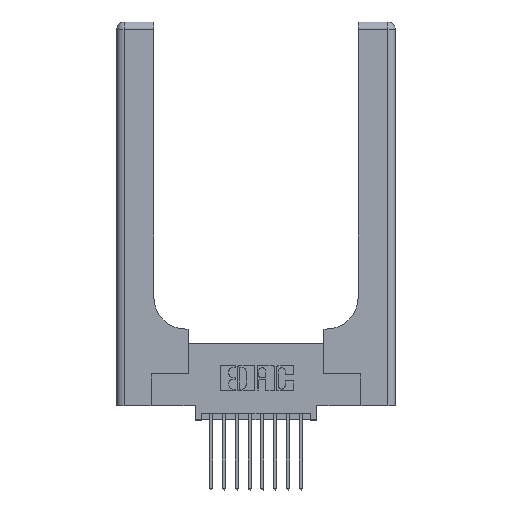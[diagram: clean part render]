
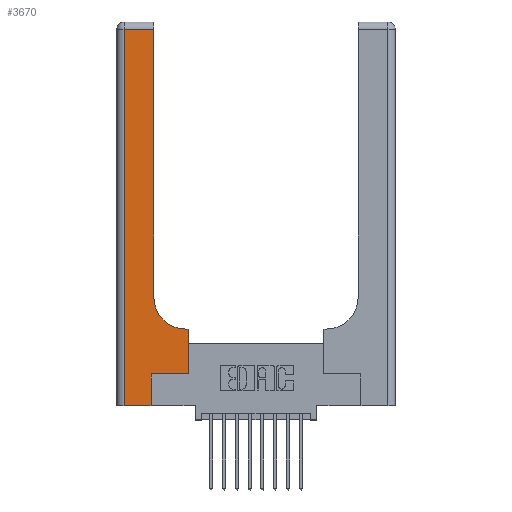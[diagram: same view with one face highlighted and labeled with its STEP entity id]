
A CAD part, top view. The second image highlights one B-rep face of the part: STEP entity #3670.
In plain terms, the highlighted planar face has unit normal (0, 0, 1).
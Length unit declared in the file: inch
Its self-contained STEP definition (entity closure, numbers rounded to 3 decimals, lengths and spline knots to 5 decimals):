
#82 = VECTOR ( 'NONE', #12026, 39.37008 ) ;
#125 = VECTOR ( 'NONE', #14819, 39.37008 ) ;
#438 = CIRCLE ( 'NONE', #6083, 0.25 ) ;
#439 = CARTESIAN_POINT ( 'NONE',  ( 0.269, 0., 0.37 ) ) ;
#512 = LINE ( 'NONE', #8570, #125 ) ;
#941 = DIRECTION ( 'NONE',  ( 1., 0., 0. ) ) ;
#970 = VERTEX_POINT ( 'NONE', #10447 ) ;
#1320 = CARTESIAN_POINT ( 'NONE',  ( 0., 0., 0.37 ) ) ;
#1347 = VERTEX_POINT ( 'NONE', #439 ) ;
#1836 = EDGE_LOOP ( 'NONE', ( #8878, #3952, #5783, #2877, #10048, #13218, #9390, #9959, #2716 ) ) ;
#1861 = EDGE_CURVE ( 'NONE', #15414, #970, #512, .T. ) ;
#2002 = VERTEX_POINT ( 'NONE', #8798 ) ;
#2017 = FACE_OUTER_BOUND ( 'NONE', #1836, .T. ) ;
#2153 = VECTOR ( 'NONE', #5074, 39.37008 ) ;
#2201 = CARTESIAN_POINT ( 'NONE',  ( 0.06, 3., 0.37 ) ) ;
#2716 = ORIENTED_EDGE ( 'NONE', *, *, #9681, .T. ) ;
#2877 = ORIENTED_EDGE ( 'NONE', *, *, #9906, .T. ) ;
#2921 = CARTESIAN_POINT ( 'NONE',  ( 0.269, 0., 0.37 ) ) ;
#3074 = VECTOR ( 'NONE', #13460, 39.37008 ) ;
#3091 = CARTESIAN_POINT ( 'NONE',  ( 0.2915, 3., 0.37 ) ) ;
#3336 = EDGE_CURVE ( 'NONE', #2002, #12620, #3402, .T. ) ;
#3402 = LINE ( 'NONE', #9522, #82 ) ;
#3670 = ADVANCED_FACE ( 'NONE', ( #2017 ), #12883, .F. ) ;
#3952 = ORIENTED_EDGE ( 'NONE', *, *, #3336, .T. ) ;
#4173 = DIRECTION ( 'NONE',  ( 0., 1., 0. ) ) ;
#4219 = VERTEX_POINT ( 'NONE', #12808 ) ;
#4352 = DIRECTION ( 'NONE',  ( 0., 1., 0. ) ) ;
#5074 = DIRECTION ( 'NONE',  ( 1., 0., 0. ) ) ;
#5078 = VECTOR ( 'NONE', #5459, 39.37008 ) ;
#5224 = VECTOR ( 'NONE', #4173, 39.37008 ) ;
#5312 = EDGE_CURVE ( 'NONE', #7636, #4219, #12120, .T. ) ;
#5404 = DIRECTION ( 'NONE',  ( 0., 0., -1. ) ) ;
#5453 = LINE ( 'NONE', #11696, #5078 ) ;
#5459 = DIRECTION ( 'NONE',  ( 0., 1., 0. ) ) ;
#5783 = ORIENTED_EDGE ( 'NONE', *, *, #7435, .T. ) ;
#6083 = AXIS2_PLACEMENT_3D ( 'NONE', #15921, #8419, #941 ) ;
#7263 = LINE ( 'NONE', #1320, #10601 ) ;
#7435 = EDGE_CURVE ( 'NONE', #12620, #7643, #9715, .T. ) ;
#7636 = VERTEX_POINT ( 'NONE', #12621 ) ;
#7643 = VERTEX_POINT ( 'NONE', #13913 ) ;
#8419 = DIRECTION ( 'NONE',  ( 0., 0., -1. ) ) ;
#8570 = CARTESIAN_POINT ( 'NONE',  ( 0.2915, 0.6, 0.37 ) ) ;
#8798 = CARTESIAN_POINT ( 'NONE',  ( 0.2915, 2.94, 0.37 ) ) ;
#8805 = DIRECTION ( 'NONE',  ( 1., 0., 0. ) ) ;
#8878 = ORIENTED_EDGE ( 'NONE', *, *, #11924, .T. ) ;
#9342 = CARTESIAN_POINT ( 'NONE',  ( 0.06, 2.94, 0.37 ) ) ;
#9390 = ORIENTED_EDGE ( 'NONE', *, *, #11345, .T. ) ;
#9464 = AXIS2_PLACEMENT_3D ( 'NONE', #15384, #5404, #14168 ) ;
#9522 = CARTESIAN_POINT ( 'NONE',  ( 0., 2.94, 0.37 ) ) ;
#9681 = EDGE_CURVE ( 'NONE', #970, #10546, #438, .T. ) ;
#9715 = LINE ( 'NONE', #2201, #3074 ) ;
#9732 = VECTOR ( 'NONE', #4352, 39.37008 ) ;
#9899 = CARTESIAN_POINT ( 'NONE',  ( 0.2915, 0.85, 0.37 ) ) ;
#9906 = EDGE_CURVE ( 'NONE', #7643, #1347, #7263, .T. ) ;
#9959 = ORIENTED_EDGE ( 'NONE', *, *, #1861, .T. ) ;
#10048 = ORIENTED_EDGE ( 'NONE', *, *, #12509, .T. ) ;
#10447 = CARTESIAN_POINT ( 'NONE',  ( 0.5415, 0.6, 0.37 ) ) ;
#10546 = VERTEX_POINT ( 'NONE', #9899 ) ;
#10601 = VECTOR ( 'NONE', #8805, 39.37008 ) ;
#11312 = CARTESIAN_POINT ( 'NONE',  ( 0.269, 0.25, 0.37 ) ) ;
#11345 = EDGE_CURVE ( 'NONE', #4219, #15414, #5453, .T. ) ;
#11696 = CARTESIAN_POINT ( 'NONE',  ( 0.5585, 0.25, 0.37 ) ) ;
#11868 = LINE ( 'NONE', #2921, #5224 ) ;
#11924 = EDGE_CURVE ( 'NONE', #10546, #2002, #13443, .T. ) ;
#12026 = DIRECTION ( 'NONE',  ( -1., 0., 0. ) ) ;
#12120 = LINE ( 'NONE', #11312, #2153 ) ;
#12509 = EDGE_CURVE ( 'NONE', #1347, #7636, #11868, .T. ) ;
#12620 = VERTEX_POINT ( 'NONE', #9342 ) ;
#12621 = CARTESIAN_POINT ( 'NONE',  ( 0.269, 0.25, 0.37 ) ) ;
#12808 = CARTESIAN_POINT ( 'NONE',  ( 0.5585, 0.25, 0.37 ) ) ;
#12883 = PLANE ( 'NONE',  #9464 ) ;
#13218 = ORIENTED_EDGE ( 'NONE', *, *, #5312, .T. ) ;
#13443 = LINE ( 'NONE', #3091, #9732 ) ;
#13460 = DIRECTION ( 'NONE',  ( 0., -1., 0. ) ) ;
#13913 = CARTESIAN_POINT ( 'NONE',  ( 0.06, 0., 0.37 ) ) ;
#14168 = DIRECTION ( 'NONE',  ( -1., 0., 0. ) ) ;
#14819 = DIRECTION ( 'NONE',  ( -1., 0., 0. ) ) ;
#15384 = CARTESIAN_POINT ( 'NONE',  ( 0., 3., 0.37 ) ) ;
#15414 = VERTEX_POINT ( 'NONE', #15928 ) ;
#15921 = CARTESIAN_POINT ( 'NONE',  ( 0.5415, 0.85, 0.37 ) ) ;
#15928 = CARTESIAN_POINT ( 'NONE',  ( 0.5585, 0.6, 0.37 ) ) ;
